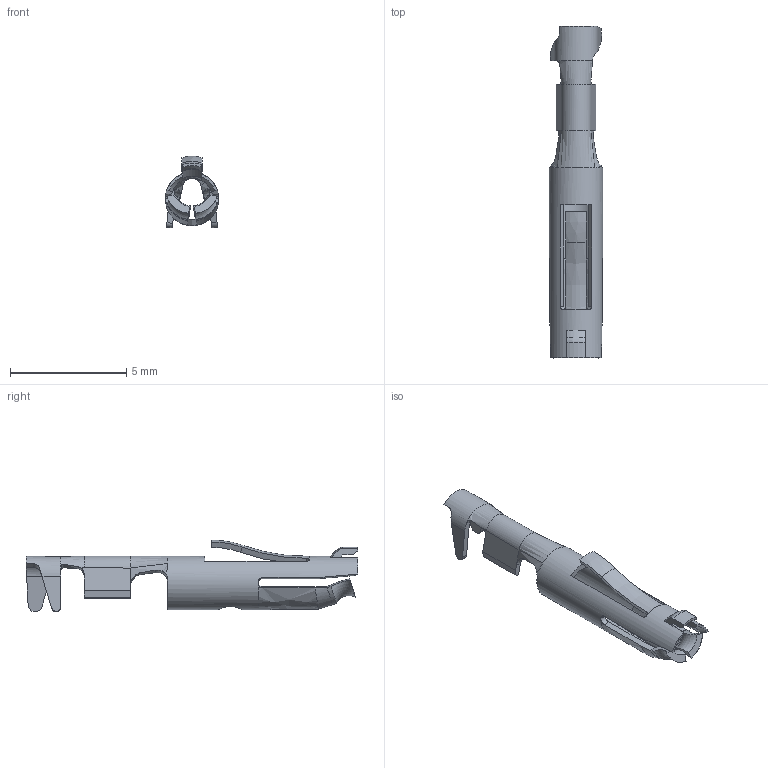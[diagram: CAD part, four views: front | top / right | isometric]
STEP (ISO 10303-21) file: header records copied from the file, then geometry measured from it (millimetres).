
FILE_DESCRIPTION(/* description */ (''),/* implementation_level */ '2;1');
FILE_NAME(/* name */ 'N_02_015_0052_1_Rev01.stp',/* time_stamp */ '2014-11-19T13:51:27+01:00',/* author */ (''),/* organization */ (''),/* preprocessor_version */ 'ST-DEVELOPER v11',/* originating_system */ 'SIEMENS PLM Software NX 7.5',/* authorisation */ '');
FILE_SCHEMA (('CONFIG_CONTROL_DESIGN'));
Length unit declared in the file: millimetre
Products named in the file (1): N 02 015 0052 1_01
Bounding box: 2.3 x 14.3 x 3.1 mm (x, y, z)
Volume: 15.4 mm3; surface area: 145 mm2
Topology: 1 solids, 1 shells, 136 faces, 385 edges, 245 vertices
Faces by surface type: plane 58, bspline 34, cylinder 26, revolution 8, torus 7, cone 3
Full cylindrical faces by diameter (mm): 1.8 x1, 2.3 x1
Entity records: 5714 total; most frequent: CARTESIAN_POINT 2484, ORIENTED_EDGE 750, DIRECTION 547, EDGE_CURVE 375, VERTEX_POINT 241, AXIS2_PLACEMENT_3D 201, EDGE_LOOP 140, LINE 137
